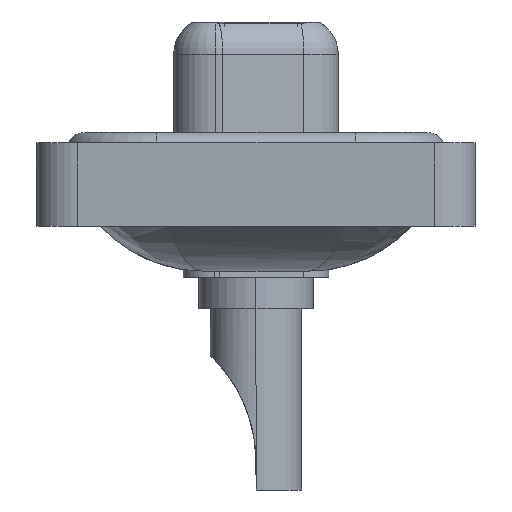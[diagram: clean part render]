
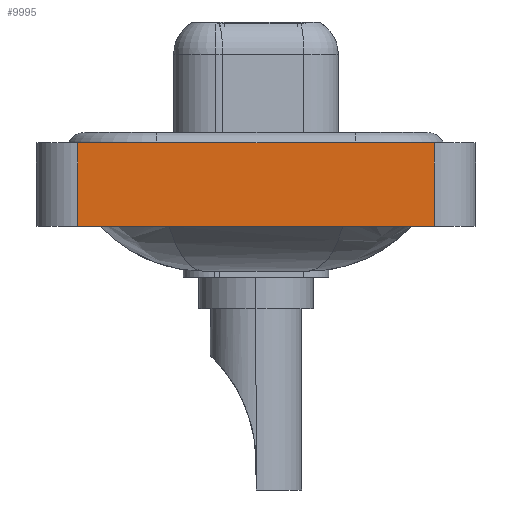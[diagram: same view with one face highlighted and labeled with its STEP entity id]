
A CAD part, left-side view. The second image highlights one B-rep face of the part: STEP entity #9995.
In plain terms, the highlighted planar face has unit normal (-1, 0, 0).
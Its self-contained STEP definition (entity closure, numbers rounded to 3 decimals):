
#34 = CARTESIAN_POINT ( 'NONE',  ( -7.35, 8.55, 0.4 ) ) ;
#124 = ORIENTED_EDGE ( 'NONE', *, *, #20694, .T. ) ;
#1640 = DIRECTION ( 'NONE',  ( -1., 0., 0. ) ) ;
#2124 = ORIENTED_EDGE ( 'NONE', *, *, #23718, .T. ) ;
#2671 = ORIENTED_EDGE ( 'NONE', *, *, #11575, .F. ) ;
#5580 = EDGE_CURVE ( 'NONE', #20391, #18709, #5945, .T. ) ;
#5801 = VERTEX_POINT ( 'NONE', #24014 ) ;
#5945 = LINE ( 'NONE', #17650, #19627 ) ;
#6888 = CARTESIAN_POINT ( 'NONE',  ( -7.35, 8.55, -3.6 ) ) ;
#7406 = DIRECTION ( 'NONE',  ( 0., 0., 1. ) ) ;
#9691 = DIRECTION ( 'NONE',  ( 0., 0., 1. ) ) ;
#9745 = LINE ( 'NONE', #15586, #20462 ) ;
#9995 = ADVANCED_FACE ( 'NONE', ( #17347 ), #15236, .T. ) ;
#10234 = CARTESIAN_POINT ( 'NONE',  ( -7.35, -8.55, -3.6 ) ) ;
#11065 = LINE ( 'NONE', #20273, #17714 ) ;
#11339 = AXIS2_PLACEMENT_3D ( 'NONE', #16996, #1640, #7406 ) ;
#11575 = EDGE_CURVE ( 'NONE', #18709, #5801, #11065, .T. ) ;
#11972 = DIRECTION ( 'NONE',  ( 0., 0., 1. ) ) ;
#12443 = DIRECTION ( 'NONE',  ( 0., -1., 0. ) ) ;
#12949 = VECTOR ( 'NONE', #17563, 1000. ) ;
#13447 = EDGE_LOOP ( 'NONE', ( #124, #2671, #19252, #2124 ) ) ;
#14229 = LINE ( 'NONE', #10234, #12949 ) ;
#15236 = PLANE ( 'NONE',  #11339 ) ;
#15586 = CARTESIAN_POINT ( 'NONE',  ( -7.35, -8.55, -3.6 ) ) ;
#16996 = CARTESIAN_POINT ( 'NONE',  ( -7.35, -8.55, -3.6 ) ) ;
#17347 = FACE_OUTER_BOUND ( 'NONE', #13447, .T. ) ;
#17563 = DIRECTION ( 'NONE',  ( 0., -1., 0. ) ) ;
#17650 = CARTESIAN_POINT ( 'NONE',  ( -7.35, 8.55, -3.6 ) ) ;
#17714 = VECTOR ( 'NONE', #12443, 1000. ) ;
#18709 = VERTEX_POINT ( 'NONE', #34 ) ;
#19252 = ORIENTED_EDGE ( 'NONE', *, *, #5580, .F. ) ;
#19627 = VECTOR ( 'NONE', #9691, 1000. ) ;
#20012 = VERTEX_POINT ( 'NONE', #22359 ) ;
#20273 = CARTESIAN_POINT ( 'NONE',  ( -7.35, -8.55, 0.4 ) ) ;
#20391 = VERTEX_POINT ( 'NONE', #6888 ) ;
#20462 = VECTOR ( 'NONE', #11972, 1000. ) ;
#20694 = EDGE_CURVE ( 'NONE', #20012, #5801, #9745, .T. ) ;
#22359 = CARTESIAN_POINT ( 'NONE',  ( -7.35, -8.55, -3.6 ) ) ;
#23718 = EDGE_CURVE ( 'NONE', #20391, #20012, #14229, .T. ) ;
#24014 = CARTESIAN_POINT ( 'NONE',  ( -7.35, -8.55, 0.4 ) ) ;
